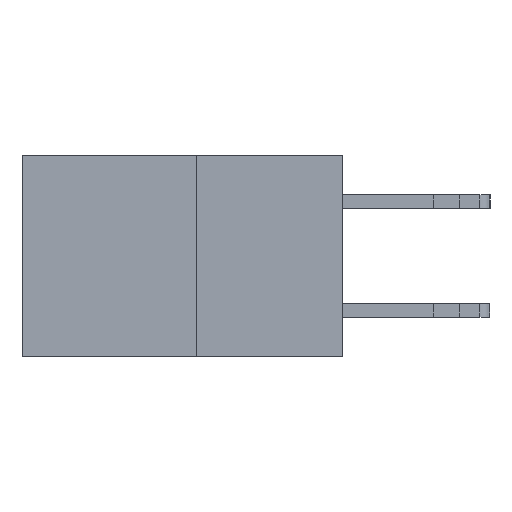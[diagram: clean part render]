
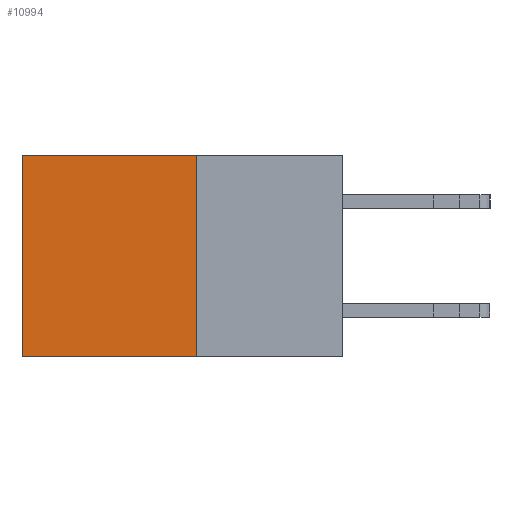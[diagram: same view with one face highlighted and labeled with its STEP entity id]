
A CAD part, left-side view. The second image highlights one B-rep face of the part: STEP entity #10994.
In plain terms, the highlighted planar face has unit normal (-1, 0, 0).
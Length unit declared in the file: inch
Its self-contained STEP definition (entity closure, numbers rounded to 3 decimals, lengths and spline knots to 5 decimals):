
#238 = PLANE ( 'NONE',  #1749 ) ;
#246 = ORIENTED_EDGE ( 'NONE', *, *, #6369, .T. ) ;
#343 = VERTEX_POINT ( 'NONE', #2351 ) ;
#422 = CARTESIAN_POINT ( 'NONE',  ( 0.277, 0.27, 0. ) ) ;
#434 = CARTESIAN_POINT ( 'NONE',  ( 0.277, 0.27, -0.37 ) ) ;
#808 = FACE_OUTER_BOUND ( 'NONE', #6524, .T. ) ;
#868 = LINE ( 'NONE', #11265, #1495 ) ;
#1327 = EDGE_CURVE ( 'NONE', #3888, #7698, #6956, .T. ) ;
#1495 = VECTOR ( 'NONE', #4537, 39.37008 ) ;
#1749 = AXIS2_PLACEMENT_3D ( 'NONE', #4196, #11240, #5166 ) ;
#2351 = CARTESIAN_POINT ( 'NONE',  ( 0.277, 0.59, -0.37 ) ) ;
#2652 = ORIENTED_EDGE ( 'NONE', *, *, #1327, .T. ) ;
#3336 = LINE ( 'NONE', #434, #10724 ) ;
#3410 = CARTESIAN_POINT ( 'NONE',  ( 0.277, 0.59, -0.37 ) ) ;
#3604 = ORIENTED_EDGE ( 'NONE', *, *, #7509, .F. ) ;
#3888 = VERTEX_POINT ( 'NONE', #422 ) ;
#4107 = VECTOR ( 'NONE', #8108, 39.37008 ) ;
#4196 = CARTESIAN_POINT ( 'NONE',  ( 0.277, 0.27, -0.37 ) ) ;
#4350 = VECTOR ( 'NONE', #9643, 39.37008 ) ;
#4537 = DIRECTION ( 'NONE',  ( 0., 1., 0. ) ) ;
#5166 = DIRECTION ( 'NONE',  ( 0., 0., -1. ) ) ;
#5565 = ORIENTED_EDGE ( 'NONE', *, *, #7286, .F. ) ;
#6365 = LINE ( 'NONE', #3410, #4107 ) ;
#6369 = EDGE_CURVE ( 'NONE', #7698, #343, #6365, .T. ) ;
#6524 = EDGE_LOOP ( 'NONE', ( #246, #5565, #3604, #2652 ) ) ;
#6956 = LINE ( 'NONE', #11726, #4350 ) ;
#7286 = EDGE_CURVE ( 'NONE', #11172, #343, #868, .T. ) ;
#7376 = DIRECTION ( 'NONE',  ( 0., 0., -1. ) ) ;
#7509 = EDGE_CURVE ( 'NONE', #3888, #11172, #3336, .T. ) ;
#7698 = VERTEX_POINT ( 'NONE', #12906 ) ;
#8108 = DIRECTION ( 'NONE',  ( 0., 0., -1. ) ) ;
#9643 = DIRECTION ( 'NONE',  ( 0., 1., 0. ) ) ;
#10566 = CARTESIAN_POINT ( 'NONE',  ( 0.277, 0.27, -0.37 ) ) ;
#10724 = VECTOR ( 'NONE', #7376, 39.37008 ) ;
#10994 = ADVANCED_FACE ( 'NONE', ( #808 ), #238, .F. ) ;
#11172 = VERTEX_POINT ( 'NONE', #10566 ) ;
#11240 = DIRECTION ( 'NONE',  ( 1., 0., 0. ) ) ;
#11265 = CARTESIAN_POINT ( 'NONE',  ( 0.277, 0.27, -0.37 ) ) ;
#11726 = CARTESIAN_POINT ( 'NONE',  ( 0.277, 0.27, 0. ) ) ;
#12906 = CARTESIAN_POINT ( 'NONE',  ( 0.277, 0.59, 0. ) ) ;
